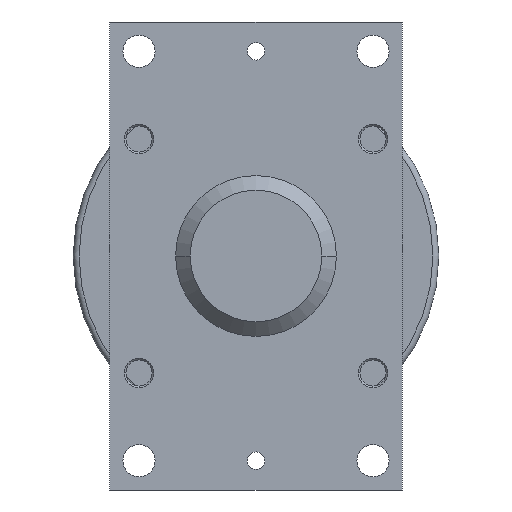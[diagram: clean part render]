
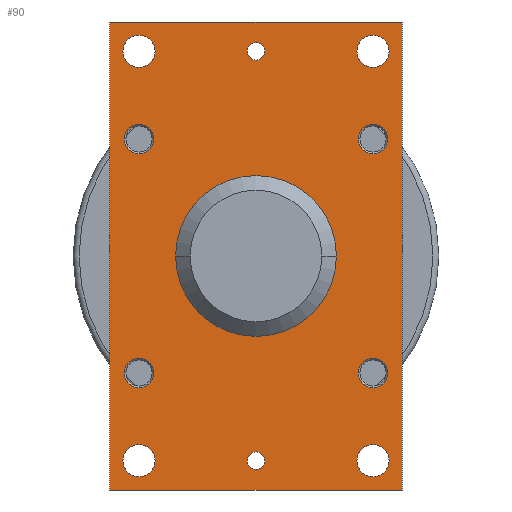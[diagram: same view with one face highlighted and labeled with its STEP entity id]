
A CAD part, left-side view. The second image highlights one B-rep face of the part: STEP entity #90.
In plain terms, the highlighted planar face has unit normal (-1, 0, 0).
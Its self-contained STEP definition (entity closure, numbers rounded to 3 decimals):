
#90=ADVANCED_FACE('',(#214,#215,#216,#217,#218,#219,#220,#221,#222,#223,#224,#225),#226,.F.);
#214=FACE_BOUND('',#378,.T.);
#215=FACE_BOUND('',#379,.T.);
#216=FACE_BOUND('',#380,.T.);
#217=FACE_BOUND('',#381,.T.);
#218=FACE_BOUND('',#382,.T.);
#219=FACE_BOUND('',#383,.T.);
#220=FACE_BOUND('',#384,.T.);
#221=FACE_BOUND('',#385,.T.);
#222=FACE_BOUND('',#386,.T.);
#223=FACE_BOUND('',#387,.T.);
#224=FACE_BOUND('',#388,.T.);
#225=FACE_OUTER_BOUND('',#389,.T.);
#226=PLANE('',#390);
#378=EDGE_LOOP('',(#776,#777));
#379=EDGE_LOOP('',(#778,#779));
#380=EDGE_LOOP('',(#780,#781));
#381=EDGE_LOOP('',(#782,#783));
#382=EDGE_LOOP('',(#784,#785));
#383=EDGE_LOOP('',(#786,#787));
#384=EDGE_LOOP('',(#788,#789));
#385=EDGE_LOOP('',(#790,#791));
#386=EDGE_LOOP('',(#792,#793));
#387=EDGE_LOOP('',(#794,#795));
#388=EDGE_LOOP('',(#796,#797));
#389=EDGE_LOOP('',(#798,#799,#800,#801));
#390=AXIS2_PLACEMENT_3D('',#802,#803,#804);
#776=ORIENTED_EDGE('',*,*,#1089,.T.);
#777=ORIENTED_EDGE('',*,*,#1090,.T.);
#778=ORIENTED_EDGE('',*,*,#1085,.T.);
#779=ORIENTED_EDGE('',*,*,#1107,.T.);
#780=ORIENTED_EDGE('',*,*,#1081,.T.);
#781=ORIENTED_EDGE('',*,*,#1108,.T.);
#782=ORIENTED_EDGE('',*,*,#1077,.T.);
#783=ORIENTED_EDGE('',*,*,#1109,.T.);
#784=ORIENTED_EDGE('',*,*,#1070,.T.);
#785=ORIENTED_EDGE('',*,*,#1111,.T.);
#786=ORIENTED_EDGE('',*,*,#1063,.T.);
#787=ORIENTED_EDGE('',*,*,#1113,.T.);
#788=ORIENTED_EDGE('',*,*,#1056,.T.);
#789=ORIENTED_EDGE('',*,*,#1115,.T.);
#790=ORIENTED_EDGE('',*,*,#1049,.T.);
#791=ORIENTED_EDGE('',*,*,#1117,.T.);
#792=ORIENTED_EDGE('',*,*,#1045,.T.);
#793=ORIENTED_EDGE('',*,*,#1118,.T.);
#794=ORIENTED_EDGE('',*,*,#1041,.T.);
#795=ORIENTED_EDGE('',*,*,#1119,.T.);
#796=ORIENTED_EDGE('',*,*,#1037,.T.);
#797=ORIENTED_EDGE('',*,*,#1120,.T.);
#798=ORIENTED_EDGE('',*,*,#1128,.T.);
#799=ORIENTED_EDGE('',*,*,#1125,.F.);
#800=ORIENTED_EDGE('',*,*,#1127,.F.);
#801=ORIENTED_EDGE('',*,*,#1122,.F.);
#802=CARTESIAN_POINT('',(0.0,0.0,0.0));
#803=DIRECTION('',(1.0,0.0,0.0));
#804=DIRECTION('',(0.0,0.0,-1.0));
#1037=EDGE_CURVE('',#1246,#1250,#1252,.T.);
#1041=EDGE_CURVE('',#1254,#1258,#1260,.T.);
#1045=EDGE_CURVE('',#1262,#1266,#1268,.T.);
#1049=EDGE_CURVE('',#1270,#1274,#1276,.T.);
#1056=EDGE_CURVE('',#1285,#1287,#1289,.T.);
#1063=EDGE_CURVE('',#1298,#1300,#1302,.T.);
#1070=EDGE_CURVE('',#1311,#1313,#1315,.T.);
#1077=EDGE_CURVE('',#1324,#1326,#1328,.T.);
#1081=EDGE_CURVE('',#1330,#1334,#1336,.T.);
#1085=EDGE_CURVE('',#1338,#1342,#1344,.T.);
#1089=EDGE_CURVE('',#1345,#1349,#1351,.T.);
#1090=EDGE_CURVE('',#1349,#1345,#1352,.T.);
#1107=EDGE_CURVE('',#1342,#1338,#1373,.T.);
#1108=EDGE_CURVE('',#1334,#1330,#1374,.T.);
#1109=EDGE_CURVE('',#1326,#1324,#1375,.T.);
#1111=EDGE_CURVE('',#1313,#1311,#1377,.T.);
#1113=EDGE_CURVE('',#1300,#1298,#1379,.T.);
#1115=EDGE_CURVE('',#1287,#1285,#1381,.T.);
#1117=EDGE_CURVE('',#1274,#1270,#1383,.T.);
#1118=EDGE_CURVE('',#1266,#1262,#1384,.T.);
#1119=EDGE_CURVE('',#1258,#1254,#1385,.T.);
#1120=EDGE_CURVE('',#1250,#1246,#1386,.T.);
#1122=EDGE_CURVE('',#1387,#1389,#1390,.T.);
#1125=EDGE_CURVE('',#1392,#1394,#1395,.T.);
#1127=EDGE_CURVE('',#1389,#1392,#1397,.T.);
#1128=EDGE_CURVE('',#1387,#1394,#1398,.T.);
#1246=VERTEX_POINT('',#1616);
#1250=VERTEX_POINT('',#1621);
#1252=CIRCLE('',#1624,5.5);
#1254=VERTEX_POINT('',#1626);
#1258=VERTEX_POINT('',#1631);
#1260=CIRCLE('',#1634,5.5);
#1262=VERTEX_POINT('',#1636);
#1266=VERTEX_POINT('',#1641);
#1268=CIRCLE('',#1644,5.5);
#1270=VERTEX_POINT('',#1646);
#1274=VERTEX_POINT('',#1651);
#1276=CIRCLE('',#1654,5.5);
#1285=VERTEX_POINT('',#1665);
#1287=VERTEX_POINT('',#1668);
#1289=CIRCLE('',#1671,5.0);
#1298=VERTEX_POINT('',#1682);
#1300=VERTEX_POINT('',#1685);
#1302=CIRCLE('',#1688,5.0);
#1311=VERTEX_POINT('',#1699);
#1313=VERTEX_POINT('',#1702);
#1315=CIRCLE('',#1705,5.0);
#1324=VERTEX_POINT('',#1716);
#1326=VERTEX_POINT('',#1719);
#1328=CIRCLE('',#1722,5.0);
#1330=VERTEX_POINT('',#1724);
#1334=VERTEX_POINT('',#1729);
#1336=CIRCLE('',#1732,3.0);
#1338=VERTEX_POINT('',#1734);
#1342=VERTEX_POINT('',#1739);
#1344=CIRCLE('',#1742,3.0);
#1345=VERTEX_POINT('',#1743);
#1349=VERTEX_POINT('',#1748);
#1351=CIRCLE('',#1751,27.5);
#1352=CIRCLE('',#1752,27.5);
#1373=CIRCLE('',#1777,3.0);
#1374=CIRCLE('',#1778,3.0);
#1375=CIRCLE('',#1779,5.0);
#1377=CIRCLE('',#1781,5.0);
#1379=CIRCLE('',#1783,5.0);
#1381=CIRCLE('',#1785,5.0);
#1383=CIRCLE('',#1787,5.5);
#1384=CIRCLE('',#1788,5.5);
#1385=CIRCLE('',#1789,5.5);
#1386=CIRCLE('',#1790,5.5);
#1387=VERTEX_POINT('',#1791);
#1389=VERTEX_POINT('',#1794);
#1390=LINE('',#1795,#1796);
#1392=VERTEX_POINT('',#1799);
#1394=VERTEX_POINT('',#1802);
#1395=LINE('',#1803,#1804);
#1397=LINE('',#1807,#1808);
#1398=LINE('',#1809,#1810);
#1616=CARTESIAN_POINT('',(0.0,40.0,64.5));
#1621=CARTESIAN_POINT('',(0.0,40.0,75.5));
#1624=AXIS2_PLACEMENT_3D('',#2035,#2036,#2037);
#1626=CARTESIAN_POINT('',(0.0,40.0,-75.5));
#1631=CARTESIAN_POINT('',(0.0,40.0,-64.5));
#1634=AXIS2_PLACEMENT_3D('',#2043,#2044,#2045);
#1636=CARTESIAN_POINT('',(0.0,-40.0,64.5));
#1641=CARTESIAN_POINT('',(0.0,-40.0,75.5));
#1644=AXIS2_PLACEMENT_3D('',#2051,#2052,#2053);
#1646=CARTESIAN_POINT('',(0.0,-40.0,-75.5));
#1651=CARTESIAN_POINT('',(0.0,-40.0,-64.5));
#1654=AXIS2_PLACEMENT_3D('',#2059,#2060,#2061);
#1665=CARTESIAN_POINT('',(0.0,45.0,40.0));
#1668=CARTESIAN_POINT('',(0.0,35.0,40.0));
#1671=AXIS2_PLACEMENT_3D('',#2072,#2073,#2074);
#1682=CARTESIAN_POINT('',(0.0,45.0,-40.0));
#1685=CARTESIAN_POINT('',(0.0,35.0,-40.0));
#1688=AXIS2_PLACEMENT_3D('',#2085,#2086,#2087);
#1699=CARTESIAN_POINT('',(0.0,-35.0,40.0));
#1702=CARTESIAN_POINT('',(0.0,-45.0,40.0));
#1705=AXIS2_PLACEMENT_3D('',#2098,#2099,#2100);
#1716=CARTESIAN_POINT('',(0.0,-35.0,-40.0));
#1719=CARTESIAN_POINT('',(0.0,-45.0,-40.0));
#1722=AXIS2_PLACEMENT_3D('',#2111,#2112,#2113);
#1724=CARTESIAN_POINT('',(0.0,0.0,67.0));
#1729=CARTESIAN_POINT('',(0.0,0.,73.0));
#1732=AXIS2_PLACEMENT_3D('',#2119,#2120,#2121);
#1734=CARTESIAN_POINT('',(0.0,0.0,-73.0));
#1739=CARTESIAN_POINT('',(0.0,0.,-67.0));
#1742=AXIS2_PLACEMENT_3D('',#2127,#2128,#2129);
#1743=CARTESIAN_POINT('',(0.0,0.0,-27.5));
#1748=CARTESIAN_POINT('',(0.0,0.,27.5));
#1751=AXIS2_PLACEMENT_3D('',#2135,#2136,#2137);
#1752=AXIS2_PLACEMENT_3D('',#2138,#2139,#2140);
#1777=AXIS2_PLACEMENT_3D('',#2181,#2182,#2183);
#1778=AXIS2_PLACEMENT_3D('',#2184,#2185,#2186);
#1779=AXIS2_PLACEMENT_3D('',#2187,#2188,#2189);
#1781=AXIS2_PLACEMENT_3D('',#2193,#2194,#2195);
#1783=AXIS2_PLACEMENT_3D('',#2199,#2200,#2201);
#1785=AXIS2_PLACEMENT_3D('',#2205,#2206,#2207);
#1787=AXIS2_PLACEMENT_3D('',#2211,#2212,#2213);
#1788=AXIS2_PLACEMENT_3D('',#2214,#2215,#2216);
#1789=AXIS2_PLACEMENT_3D('',#2217,#2218,#2219);
#1790=AXIS2_PLACEMENT_3D('',#2220,#2221,#2222);
#1791=CARTESIAN_POINT('',(0.0,50.0,80.0));
#1794=CARTESIAN_POINT('',(0.0,-50.0,80.0));
#1795=CARTESIAN_POINT('',(0.0,0.0,80.0));
#1796=VECTOR('',#2224,1.0);
#1799=CARTESIAN_POINT('',(0.0,-50.0,-80.0));
#1802=CARTESIAN_POINT('',(0.0,50.0,-80.0));
#1803=CARTESIAN_POINT('',(0.0,0.0,-80.0));
#1804=VECTOR('',#2227,1.0);
#1807=CARTESIAN_POINT('',(0.0,-50.0,0.0));
#1808=VECTOR('',#2229,1.0);
#1809=CARTESIAN_POINT('',(0.0,50.0,0.0));
#1810=VECTOR('',#2230,1.0);
#2035=CARTESIAN_POINT('',(0.0,40.0,70.0));
#2036=DIRECTION('',(1.0,0.0,0.0));
#2037=DIRECTION('',(0.0,0.0,-1.0));
#2043=CARTESIAN_POINT('',(0.0,40.0,-70.0));
#2044=DIRECTION('',(1.0,0.0,0.0));
#2045=DIRECTION('',(0.0,0.0,-1.0));
#2051=CARTESIAN_POINT('',(0.0,-40.0,70.0));
#2052=DIRECTION('',(1.0,0.0,0.0));
#2053=DIRECTION('',(0.0,0.0,-1.0));
#2059=CARTESIAN_POINT('',(0.0,-40.0,-70.0));
#2060=DIRECTION('',(1.0,0.0,0.0));
#2061=DIRECTION('',(0.0,0.0,-1.0));
#2072=CARTESIAN_POINT('',(0.0,40.0,40.0));
#2073=DIRECTION('',(1.0,0.0,0.0));
#2074=DIRECTION('',(0.0,1.0,0.0));
#2085=CARTESIAN_POINT('',(0.0,40.0,-40.0));
#2086=DIRECTION('',(1.0,0.0,0.0));
#2087=DIRECTION('',(0.0,1.0,0.0));
#2098=CARTESIAN_POINT('',(0.0,-40.0,40.0));
#2099=DIRECTION('',(1.0,0.0,0.0));
#2100=DIRECTION('',(0.0,1.0,0.0));
#2111=CARTESIAN_POINT('',(0.0,-40.0,-40.0));
#2112=DIRECTION('',(1.0,0.0,0.0));
#2113=DIRECTION('',(0.0,1.0,0.0));
#2119=CARTESIAN_POINT('',(0.0,0.0,70.0));
#2120=DIRECTION('',(1.0,0.0,0.0));
#2121=DIRECTION('',(0.0,0.0,-1.0));
#2127=CARTESIAN_POINT('',(0.0,0.0,-70.0));
#2128=DIRECTION('',(1.0,0.0,0.0));
#2129=DIRECTION('',(0.0,0.0,-1.0));
#2135=CARTESIAN_POINT('',(0.0,0.0,0.0));
#2136=DIRECTION('',(1.0,0.0,0.0));
#2137=DIRECTION('',(0.0,0.0,-1.0));
#2138=CARTESIAN_POINT('',(0.0,0.0,0.0));
#2139=DIRECTION('',(1.0,0.0,0.0));
#2140=DIRECTION('',(0.0,0.0,-1.0));
#2181=CARTESIAN_POINT('',(0.0,0.0,-70.0));
#2182=DIRECTION('',(1.0,0.0,0.0));
#2183=DIRECTION('',(0.0,0.0,-1.0));
#2184=CARTESIAN_POINT('',(0.0,0.0,70.0));
#2185=DIRECTION('',(1.0,0.0,0.0));
#2186=DIRECTION('',(0.0,0.0,-1.0));
#2187=CARTESIAN_POINT('',(0.0,-40.0,-40.0));
#2188=DIRECTION('',(1.0,0.0,0.0));
#2189=DIRECTION('',(0.0,1.0,0.0));
#2193=CARTESIAN_POINT('',(0.0,-40.0,40.0));
#2194=DIRECTION('',(1.0,0.0,0.0));
#2195=DIRECTION('',(0.0,1.0,0.0));
#2199=CARTESIAN_POINT('',(0.0,40.0,-40.0));
#2200=DIRECTION('',(1.0,0.0,0.0));
#2201=DIRECTION('',(0.0,1.0,0.0));
#2205=CARTESIAN_POINT('',(0.0,40.0,40.0));
#2206=DIRECTION('',(1.0,0.0,0.0));
#2207=DIRECTION('',(0.0,1.0,0.0));
#2211=CARTESIAN_POINT('',(0.0,-40.0,-70.0));
#2212=DIRECTION('',(1.0,0.0,0.0));
#2213=DIRECTION('',(0.0,0.0,-1.0));
#2214=CARTESIAN_POINT('',(0.0,-40.0,70.0));
#2215=DIRECTION('',(1.0,0.0,0.0));
#2216=DIRECTION('',(0.0,0.0,-1.0));
#2217=CARTESIAN_POINT('',(0.0,40.0,-70.0));
#2218=DIRECTION('',(1.0,0.0,0.0));
#2219=DIRECTION('',(0.0,0.0,-1.0));
#2220=CARTESIAN_POINT('',(0.0,40.0,70.0));
#2221=DIRECTION('',(1.0,0.0,0.0));
#2222=DIRECTION('',(0.0,0.0,-1.0));
#2224=DIRECTION('',(0.0,-1.0,0.0));
#2227=DIRECTION('',(0.0,1.0,0.0));
#2229=DIRECTION('',(0.0,0.0,-1.0));
#2230=DIRECTION('',(0.0,0.0,-1.0));
